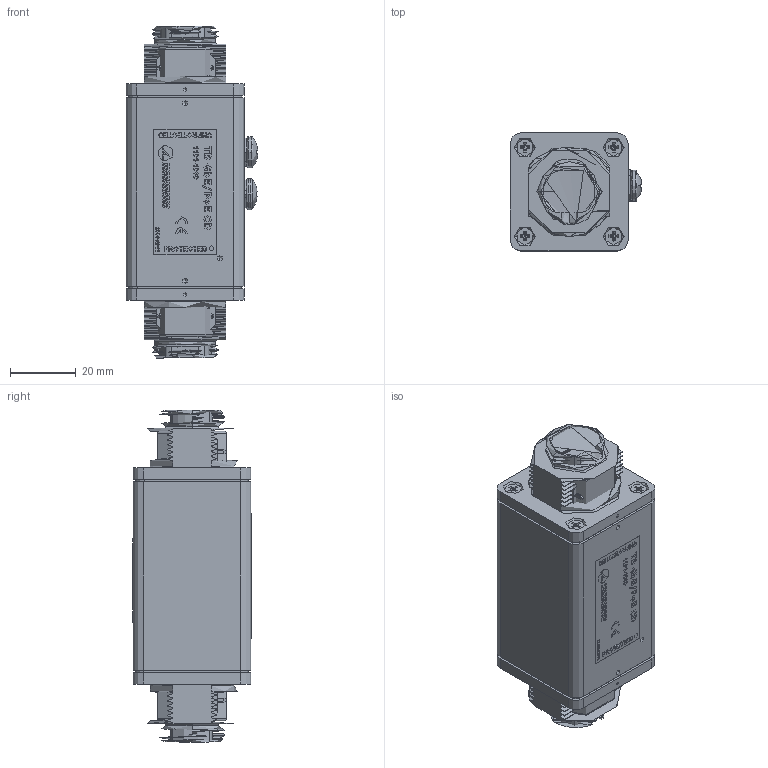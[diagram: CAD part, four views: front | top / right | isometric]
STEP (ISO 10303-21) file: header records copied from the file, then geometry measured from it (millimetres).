
FILE_DESCRIPTION (( 'STEP AP214' ), '1' );
FILE_NAME ('1101-1080-E.STEP', '2019-01-25T19:10:56', ( '' ), ( '' ), 'SwSTEP 2.0', 'SolidWorks 2018', '' );
FILE_SCHEMA (( 'AUTOMOTIVE_DESIGN' ));
Length unit declared in the file: inch
Products named in the file (34): 2001-313_RAW EXTRUSION; 2001-348; 2102-355; 2102-310_95345A090; 1101-1080-E; 2102-356; 2500-510; 2003-1052; 2102-310; 2200-568; 2250-984; 4100-1390; 2001-313; 2003-2811; 2102-355_93082A120; 2102-356_96562A106
Assembly tree (35 placements, depth 3):
  1101-1080-E
    2001-313_RAW EXTRUSION
    2250-984
      2200-568
      2500-510  x2
    2102-356_96562A106
    4100-1390  x2
    2001-348  x2
    2102-355_93082A120  x8
    2003-2811
    2102-310_95345A090  x2
    2003-1052
  2500-510
  2500-510
  2003-1052
  2200-568
Bounding box: 39.95 x 35.96 x 100.91 mm (x, y, z)
Volume: 41346.1 mm3; surface area: 45755.6 mm2
Topology: 48 solids, 50 shells, 7850 faces, 21143 edges, 13969 vertices
Faces by surface type: plane 4838, cylinder 1718, bspline 1015, cone 249, torus 24, sphere 6
Entity records: 296089 total; most frequent: CARTESIAN_POINT 120376, ORIENTED_EDGE 32729, DIRECTION 26985, EDGE_CURVE 16371, LINE 12451, VECTOR 12451, VERTEX_POINT 10850, AXIS2_PLACEMENT_3D 7267
